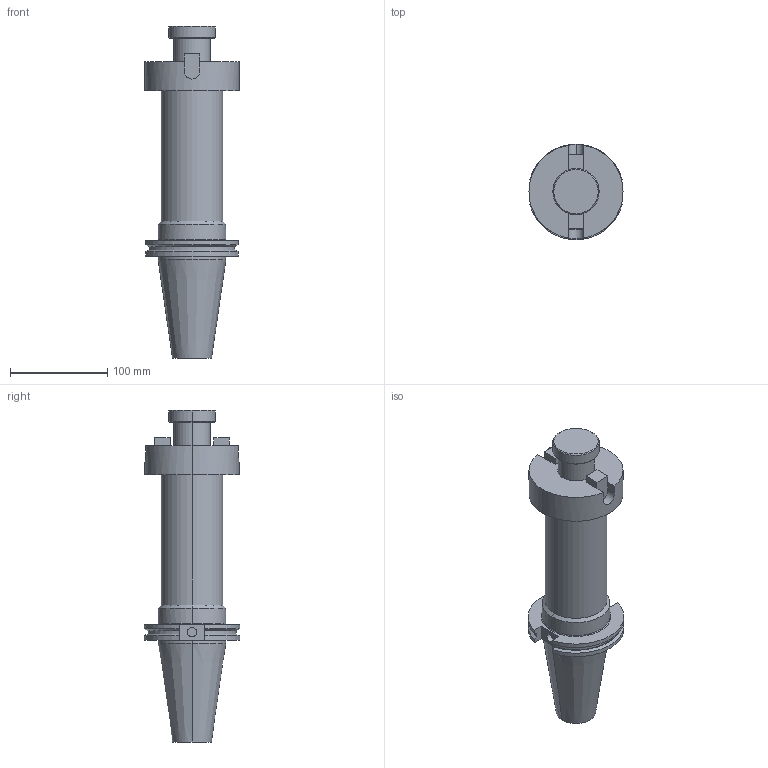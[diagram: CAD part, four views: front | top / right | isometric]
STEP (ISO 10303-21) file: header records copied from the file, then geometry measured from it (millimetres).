
FILE_DESCRIPTION (( 'STEP AP203' ), '1' );
FILE_NAME ('STP-22727-8.STEP', '2019-11-26T03:40:22', ( '' ), ( '' ), 'SwSTEP 2.0', 'SolidWorks 2017', '' );
FILE_SCHEMA (( 'CONFIG_CONTROL_DESIGN' ));
Length unit declared in the file: millimetre
Products named in the file (1): STP-22727-8
Bounding box: 96.77 x 98.05 x 341.32 mm (x, y, z)
Volume: 1101882.5 mm3; surface area: 99431.3 mm2
Topology: 2 solids, 2 shells, 85 faces, 203 edges, 127 vertices
Faces by surface type: plane 34, cylinder 31, cone 18, torus 1, bspline 1
Entity records: 2652 total; most frequent: CARTESIAN_POINT 578, DIRECTION 434, ORIENTED_EDGE 402, EDGE_CURVE 201, AXIS2_PLACEMENT_3D 161, VERTEX_POINT 127, LINE 112, VECTOR 112
